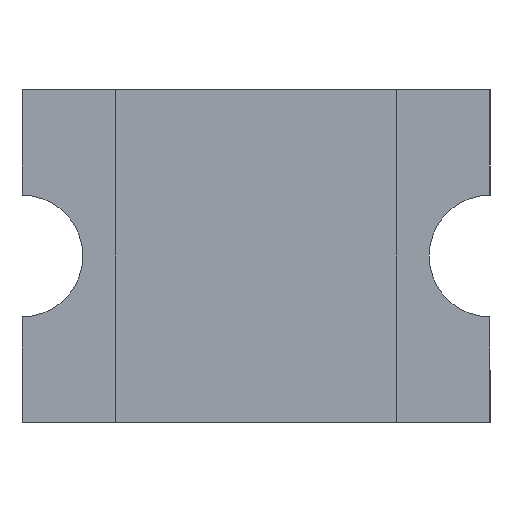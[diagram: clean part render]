
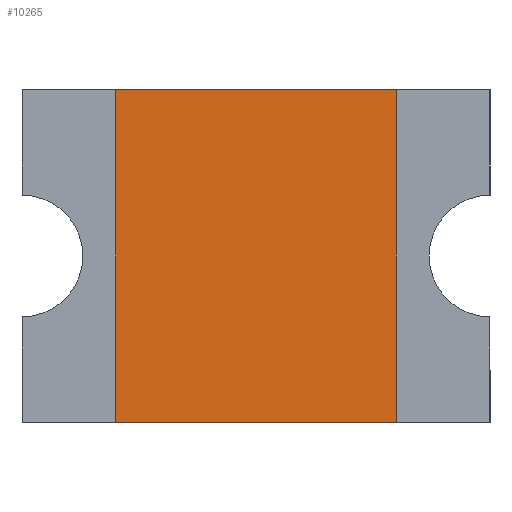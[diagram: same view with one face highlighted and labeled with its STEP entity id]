
A CAD part, front view. The second image highlights one B-rep face of the part: STEP entity #10265.
In plain terms, the highlighted planar face has unit normal (0, -1, 0).
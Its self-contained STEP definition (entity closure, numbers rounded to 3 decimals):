
#128 = ORIENTED_EDGE ( 'NONE', *, *, #3756, .F. ) ;
#649 = EDGE_CURVE ( 'NONE', #1060, #1341, #6313, .T. ) ;
#981 = CARTESIAN_POINT ( 'NONE',  ( 1.35, -0.35, 1.6 ) ) ;
#1060 = VERTEX_POINT ( 'NONE', #1815 ) ;
#1341 = VERTEX_POINT ( 'NONE', #981 ) ;
#1362 = CARTESIAN_POINT ( 'NONE',  ( 1.35, -0.35, 1.6 ) ) ;
#1815 = CARTESIAN_POINT ( 'NONE',  ( -1.35, -0.35, 1.6 ) ) ;
#1887 = FACE_OUTER_BOUND ( 'NONE', #12008, .T. ) ;
#2590 = DIRECTION ( 'NONE',  ( 0., 0., -1. ) ) ;
#2656 = LINE ( 'NONE', #1362, #6342 ) ;
#2826 = PLANE ( 'NONE',  #7911 ) ;
#2968 = LINE ( 'NONE', #13245, #8785 ) ;
#3756 = EDGE_CURVE ( 'NONE', #1341, #5604, #2656, .T. ) ;
#3851 = CARTESIAN_POINT ( 'NONE',  ( -1.35, -0.35, -1.6 ) ) ;
#3856 = VECTOR ( 'NONE', #14347, 1000. ) ;
#3942 = DIRECTION ( 'NONE',  ( -1., 0., 0. ) ) ;
#4008 = CARTESIAN_POINT ( 'NONE',  ( -1.35, -0.35, 1.6 ) ) ;
#4334 = ORIENTED_EDGE ( 'NONE', *, *, #6490, .T. ) ;
#4903 = CARTESIAN_POINT ( 'NONE',  ( -1.35, -0.35, 1.6 ) ) ;
#5182 = VERTEX_POINT ( 'NONE', #3851 ) ;
#5604 = VERTEX_POINT ( 'NONE', #8611 ) ;
#6313 = LINE ( 'NONE', #14002, #14025 ) ;
#6342 = VECTOR ( 'NONE', #2590, 1000. ) ;
#6490 = EDGE_CURVE ( 'NONE', #5182, #5604, #2968, .T. ) ;
#6658 = ORIENTED_EDGE ( 'NONE', *, *, #649, .F. ) ;
#6732 = ORIENTED_EDGE ( 'NONE', *, *, #7729, .T. ) ;
#7064 = DIRECTION ( 'NONE',  ( 0., 1., 0. ) ) ;
#7729 = EDGE_CURVE ( 'NONE', #1060, #5182, #14066, .T. ) ;
#7911 = AXIS2_PLACEMENT_3D ( 'NONE', #4903, #7064, #3942 ) ;
#8611 = CARTESIAN_POINT ( 'NONE',  ( 1.35, -0.35, -1.6 ) ) ;
#8785 = VECTOR ( 'NONE', #13178, 1000. ) ;
#10265 = ADVANCED_FACE ( 'NONE', ( #1887 ), #2826, .F. ) ;
#12008 = EDGE_LOOP ( 'NONE', ( #4334, #128, #6658, #6732 ) ) ;
#12917 = DIRECTION ( 'NONE',  ( 1., 0., 0. ) ) ;
#13178 = DIRECTION ( 'NONE',  ( 1., 0., 0. ) ) ;
#13245 = CARTESIAN_POINT ( 'NONE',  ( -1.35, -0.35, -1.6 ) ) ;
#14002 = CARTESIAN_POINT ( 'NONE',  ( -1.35, -0.35, 1.6 ) ) ;
#14025 = VECTOR ( 'NONE', #12917, 1000. ) ;
#14066 = LINE ( 'NONE', #4008, #3856 ) ;
#14347 = DIRECTION ( 'NONE',  ( 0., 0., -1. ) ) ;
